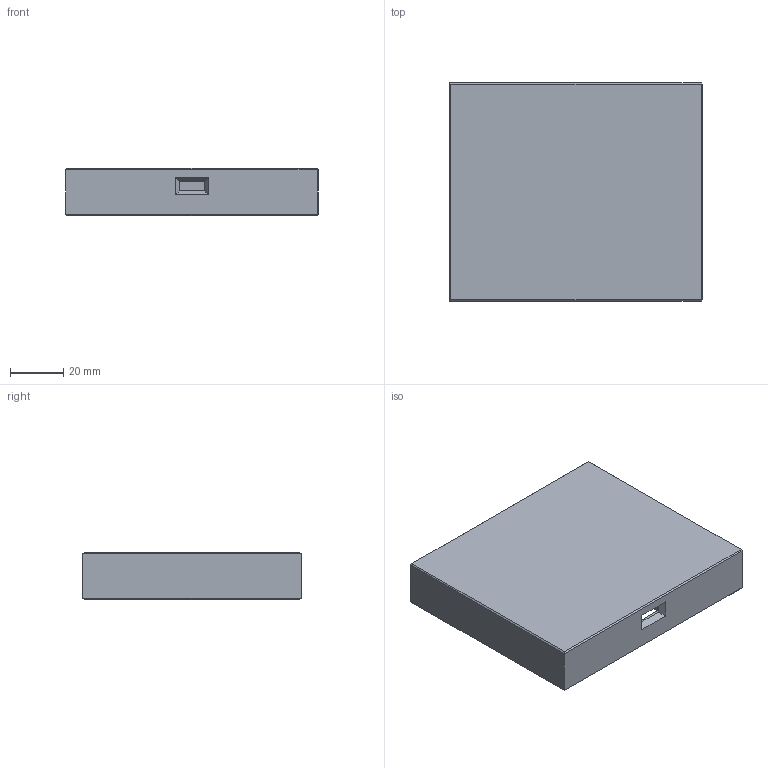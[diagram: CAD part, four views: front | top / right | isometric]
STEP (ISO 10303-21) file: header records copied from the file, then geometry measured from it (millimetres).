
FILE_DESCRIPTION(('FreeCAD Model'),'2;1');
FILE_NAME('Open CASCADE Shape Model','2024-02-24T08:56:59',('FreeCAD'),( 'FreeCAD'),'Open CASCADE STEP processor 7.6','FreeCAD','Unknown');
FILE_SCHEMA(('AUTOMOTIVE_DESIGN { 1 0 10303 214 1 1 1 1 }'));
Length unit declared in the file: millimetre
Products named in the file (1): Open CASCADE STEP translator 7.6 6
Bounding box: 95 x 82 x 17.9 mm (x, y, z)
Volume: 43709.5 mm3; surface area: 26952.5 mm2
Topology: 1 solids, 1 shells, 81 faces, 204 edges, 127 vertices
Faces by surface type: plane 69, cone 6, bspline 3, cylinder 3
Full cylindrical faces by diameter (mm): 7 x1
Entity records: 5073 total; most frequent: CARTESIAN_POINT 991, DIRECTION 727, LINE 534, VECTOR 534, ORIENTED_EDGE 408, PCURVE 408, DEFINITIONAL_REPRESENTATION 408, EDGE_CURVE 204
